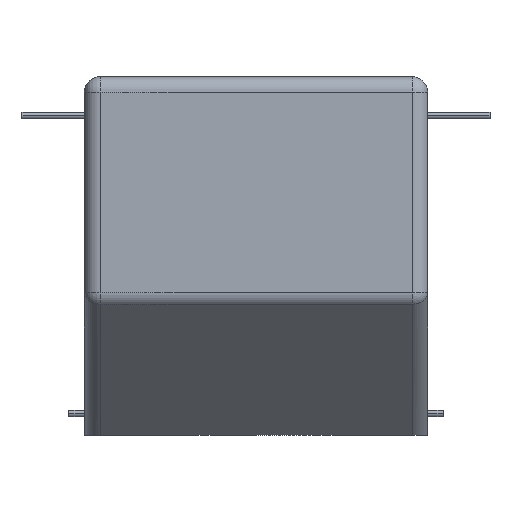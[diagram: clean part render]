
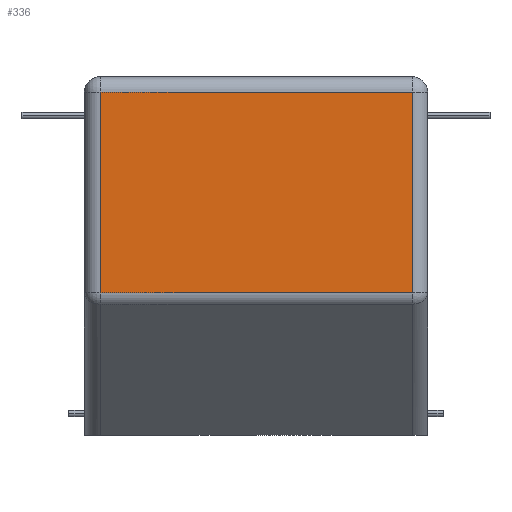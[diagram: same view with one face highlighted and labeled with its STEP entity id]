
A CAD part, left-side view. The second image highlights one B-rep face of the part: STEP entity #336.
In plain terms, the highlighted planar face has unit normal (-1, 0, 0).
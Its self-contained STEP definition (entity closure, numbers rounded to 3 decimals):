
#6 = VERTEX_POINT ( 'NONE', #199 ) ;
#10 = EDGE_LOOP ( 'NONE', ( #901, #571, #207, #379 ) ) ;
#65 = EDGE_CURVE ( 'NONE', #1150, #651, #239, .T. ) ;
#76 = CARTESIAN_POINT ( 'NONE',  ( -410., -100., 220. ) ) ;
#114 = VECTOR ( 'NONE', #341, 1000. ) ;
#123 = CARTESIAN_POINT ( 'NONE',  ( -410., 100., 91.364 ) ) ;
#130 = EDGE_CURVE ( 'NONE', #1150, #6, #949, .T. ) ;
#162 = FACE_OUTER_BOUND ( 'NONE', #10, .T. ) ;
#199 = CARTESIAN_POINT ( 'NONE',  ( -410., 100., 220. ) ) ;
#207 = ORIENTED_EDGE ( 'NONE', *, *, #65, .F. ) ;
#239 = LINE ( 'NONE', #485, #1047 ) ;
#336 = ADVANCED_FACE ( 'NONE', ( #162 ), #839, .F. ) ;
#341 = DIRECTION ( 'NONE',  ( 0., -1., 0. ) ) ;
#345 = VERTEX_POINT ( 'NONE', #123 ) ;
#374 = CARTESIAN_POINT ( 'NONE',  ( -410., 100., 230. ) ) ;
#379 = ORIENTED_EDGE ( 'NONE', *, *, #130, .T. ) ;
#451 = LINE ( 'NONE', #1224, #114 ) ;
#464 = DIRECTION ( 'NONE',  ( 0., 0., -1. ) ) ;
#485 = CARTESIAN_POINT ( 'NONE',  ( -410., -100., 230. ) ) ;
#509 = DIRECTION ( 'NONE',  ( 0., 1., 0. ) ) ;
#525 = CARTESIAN_POINT ( 'NONE',  ( -410., 100., 220. ) ) ;
#549 = DIRECTION ( 'NONE',  ( 0., 0., -1. ) ) ;
#571 = ORIENTED_EDGE ( 'NONE', *, *, #976, .T. ) ;
#604 = EDGE_CURVE ( 'NONE', #6, #345, #636, .T. ) ;
#636 = LINE ( 'NONE', #374, #1282 ) ;
#642 = DIRECTION ( 'NONE',  ( 1., 0., 0. ) ) ;
#651 = VERTEX_POINT ( 'NONE', #685 ) ;
#685 = CARTESIAN_POINT ( 'NONE',  ( -410., -100., 91.364 ) ) ;
#835 = VECTOR ( 'NONE', #509, 1000. ) ;
#839 = PLANE ( 'NONE',  #1295 ) ;
#901 = ORIENTED_EDGE ( 'NONE', *, *, #604, .T. ) ;
#949 = LINE ( 'NONE', #525, #835 ) ;
#976 = EDGE_CURVE ( 'NONE', #345, #651, #451, .T. ) ;
#1013 = CARTESIAN_POINT ( 'NONE',  ( -410., 100., 230. ) ) ;
#1047 = VECTOR ( 'NONE', #1203, 1000. ) ;
#1150 = VERTEX_POINT ( 'NONE', #76 ) ;
#1203 = DIRECTION ( 'NONE',  ( 0., 0., -1. ) ) ;
#1224 = CARTESIAN_POINT ( 'NONE',  ( -410., 100., 91.364 ) ) ;
#1282 = VECTOR ( 'NONE', #464, 1000. ) ;
#1295 = AXIS2_PLACEMENT_3D ( 'NONE', #1013, #642, #549 ) ;
